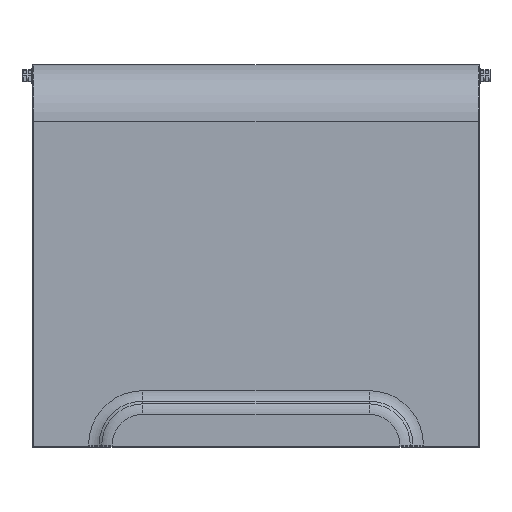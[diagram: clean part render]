
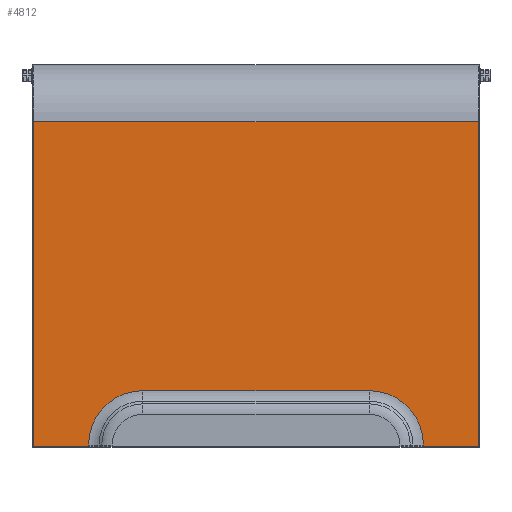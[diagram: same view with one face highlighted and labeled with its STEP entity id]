
A CAD part, front view. The second image highlights one B-rep face of the part: STEP entity #4812.
In plain terms, the highlighted planar face has unit normal (0, -1, 0).
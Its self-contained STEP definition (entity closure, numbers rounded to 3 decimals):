
#68=PLANE('',#5188);
#300=CIRCLE('',#5158,44.728);
#304=CIRCLE('',#5164,44.728);
#442=FACE_OUTER_BOUND('',#705,.T.);
#705=EDGE_LOOP('',(#3653,#3654,#3655,#3656,#3657,#3658,#3659,#3660,#3661,
#3662));
#914=LINE('',#6931,#1491);
#919=LINE('',#6979,#1496);
#920=LINE('',#6986,#1497);
#924=LINE('',#7016,#1501);
#1014=LINE('',#7249,#1591);
#1015=LINE('',#7260,#1592);
#1017=LINE('',#7269,#1594);
#1029=LINE('',#7311,#1606);
#1491=VECTOR('',#5544,10.);
#1496=VECTOR('',#5569,10.);
#1497=VECTOR('',#5580,10.);
#1501=VECTOR('',#5622,10.);
#1591=VECTOR('',#5844,10.);
#1592=VECTOR('',#5857,10.);
#1594=VECTOR('',#5869,10.);
#1606=VECTOR('',#5925,10.);
#2095=VERTEX_POINT('',#6924);
#2097=VERTEX_POINT('',#6929);
#2104=VERTEX_POINT('',#6971);
#2105=VERTEX_POINT('',#6975);
#2107=VERTEX_POINT('',#6984);
#2114=VERTEX_POINT('',#7012);
#2191=VERTEX_POINT('',#7247);
#2193=VERTEX_POINT('',#7252);
#2195=VERTEX_POINT('',#7258);
#2197=VERTEX_POINT('',#7264);
#2569=EDGE_CURVE('',#2097,#2095,#914,.T.);
#2582=EDGE_CURVE('',#2104,#2105,#919,.T.);
#2586=EDGE_CURVE('',#2107,#2104,#920,.T.);
#2601=EDGE_CURVE('',#2095,#2114,#924,.T.);
#2720=EDGE_CURVE('',#2191,#2107,#1014,.T.);
#2722=EDGE_CURVE('',#2193,#2191,#300,.T.);
#2725=EDGE_CURVE('',#2195,#2193,#1015,.T.);
#2728=EDGE_CURVE('',#2197,#2195,#304,.T.);
#2730=EDGE_CURVE('',#2114,#2197,#1017,.T.);
#2750=EDGE_CURVE('',#2105,#2097,#1029,.T.);
#3653=ORIENTED_EDGE('',*,*,#2569,.F.);
#3654=ORIENTED_EDGE('',*,*,#2750,.F.);
#3655=ORIENTED_EDGE('',*,*,#2582,.F.);
#3656=ORIENTED_EDGE('',*,*,#2586,.F.);
#3657=ORIENTED_EDGE('',*,*,#2720,.F.);
#3658=ORIENTED_EDGE('',*,*,#2722,.F.);
#3659=ORIENTED_EDGE('',*,*,#2725,.F.);
#3660=ORIENTED_EDGE('',*,*,#2728,.F.);
#3661=ORIENTED_EDGE('',*,*,#2730,.F.);
#3662=ORIENTED_EDGE('',*,*,#2601,.F.);
#4812=ADVANCED_FACE('',(#442),#68,.T.);
#5158=AXIS2_PLACEMENT_3D('',#7254,#5849,#5850);
#5164=AXIS2_PLACEMENT_3D('',#7266,#5863,#5864);
#5188=AXIS2_PLACEMENT_3D('',#7310,#5923,#5924);
#5544=DIRECTION('',(0.,0.,-1.));
#5569=DIRECTION('',(0.,0.,1.));
#5580=DIRECTION('',(-1.,0.,0.));
#5622=DIRECTION('',(-1.,0.,0.));
#5844=DIRECTION('',(0.,0.,-1.));
#5849=DIRECTION('center_axis',(0.,-1.,0.));
#5850=DIRECTION('ref_axis',(-0.707,0.,0.707));
#5857=DIRECTION('',(-1.,0.,0.));
#5863=DIRECTION('center_axis',(0.,-1.,0.));
#5864=DIRECTION('ref_axis',(0.707,0.,0.707));
#5869=DIRECTION('',(0.,0.,1.));
#5923=DIRECTION('center_axis',(0.,-1.,0.));
#5924=DIRECTION('ref_axis',(0.,0.,-1.));
#5925=DIRECTION('',(1.,0.,0.));
#6924=CARTESIAN_POINT('',(366.5,-35.,-157.));
#6929=CARTESIAN_POINT('',(366.5,-35.,110.5));
#6931=CARTESIAN_POINT('',(366.5,-35.,55.25));
#6971=CARTESIAN_POINT('',(0.5,-35.,-157.));
#6975=CARTESIAN_POINT('',(0.5,-35.,110.5));
#6979=CARTESIAN_POINT('',(0.5,-35.,55.25));
#6984=CARTESIAN_POINT('',(45.772,-35.,-157.));
#6986=CARTESIAN_POINT('',(0.,-35.,-157.));
#7012=CARTESIAN_POINT('',(321.228,-35.,-157.));
#7016=CARTESIAN_POINT('',(0.,-35.,-157.));
#7247=CARTESIAN_POINT('',(45.772,-35.,-155.5));
#7249=CARTESIAN_POINT('',(45.772,-35.,-22.5));
#7252=CARTESIAN_POINT('',(90.5,-35.,-110.772));
#7254=CARTESIAN_POINT('Origin',(90.5,-35.,-155.5));
#7258=CARTESIAN_POINT('',(276.5,-35.,-110.772));
#7260=CARTESIAN_POINT('',(138.25,-35.,-110.772));
#7264=CARTESIAN_POINT('',(321.228,-35.,-155.5));
#7266=CARTESIAN_POINT('Origin',(276.5,-35.,-155.5));
#7269=CARTESIAN_POINT('',(321.228,-35.,-23.5));
#7310=CARTESIAN_POINT('Origin',(0.,-35.,110.5));
#7311=CARTESIAN_POINT('',(0.,-35.,110.5));
